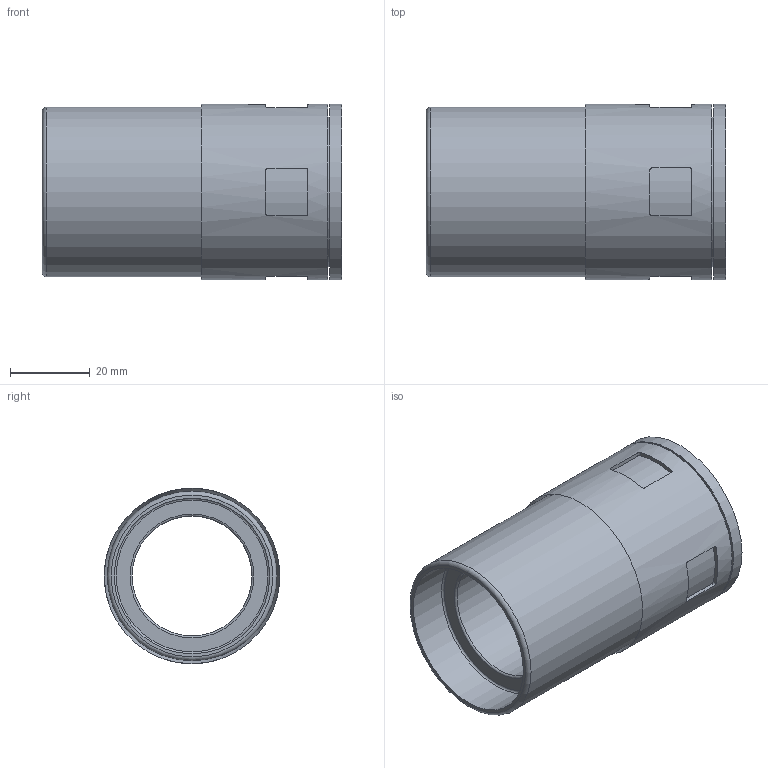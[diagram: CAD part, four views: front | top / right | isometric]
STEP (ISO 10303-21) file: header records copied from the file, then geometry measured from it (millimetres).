
FILE_DESCRIPTION( ( 'STEP AP203' ), '1' );
FILE_NAME( 'FLEXA RQGR 5601.034.242.stp', '2020-03-24T09:45:36', ( 'License CC BY-ND 4.0' ), ( 'CADENAS' ), ' ', 'PARTsolutions', ' ' );
FILE_SCHEMA( ( 'CONFIG_CONTROL_DESIGN' ) );
Length unit declared in the file: millimetre
Products named in the file (1): _FLEXA RQGR 5601.034.242
Bounding box: 75 x 44 x 44 mm (x, y, z)
Volume: 43367.3 mm3; surface area: 20825.8 mm2
Topology: 1 solids, 1 shells, 54 faces, 129 edges, 84 vertices
Faces by surface type: cylinder 27, plane 22, torus 4, cone 1
Full cylindrical faces by diameter (mm): 30 x1, 34.5 x1, 37.5 x1, 39 x1, 42.5 x1, 44 x2
Entity records: 1620 total; most frequent: CARTESIAN_POINT 411, ORIENTED_EDGE 228, DIRECTION 226, EDGE_CURVE 114, AXIS2_PLACEMENT_3D 89, VERTEX_POINT 82, EDGE_LOOP 76, FACE_OUTER_BOUND 65
